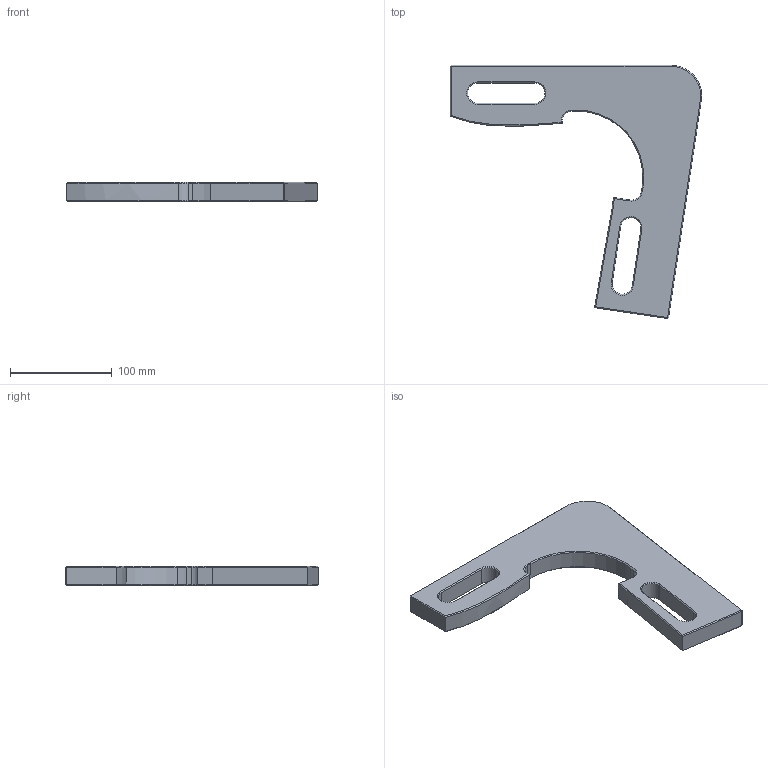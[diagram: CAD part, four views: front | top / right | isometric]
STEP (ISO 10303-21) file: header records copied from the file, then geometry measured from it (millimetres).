
FILE_DESCRIPTION (( 'STEP AP214' ), '1' );
FILE_NAME ('UNTR_AII_LEGLocation.STEP', '2022-01-11T06:53:08', ( '' ), ( '' ), 'SwSTEP 2.0', 'SolidWorks 2019', '' );
FILE_SCHEMA (( 'AUTOMOTIVE_DESIGN' ));
Length unit declared in the file: millimetre
Products named in the file (1): UNTR_AII_LEGLocation
Bounding box: 247.43 x 249.32 x 19 mm (x, y, z)
Volume: 434550.8 mm3; surface area: 70058.6 mm2
Topology: 1 solids, 1 shells, 86 faces, 195 edges, 111 vertices
Faces by surface type: plane 44, cone 22, cylinder 11, bspline 9
Entity records: 3522 total; most frequent: CARTESIAN_POINT 1614, ORIENTED_EDGE 390, DIRECTION 376, EDGE_CURVE 195, VECTOR 126, LINE 126, AXIS2_PLACEMENT_3D 125, VERTEX_POINT 111
